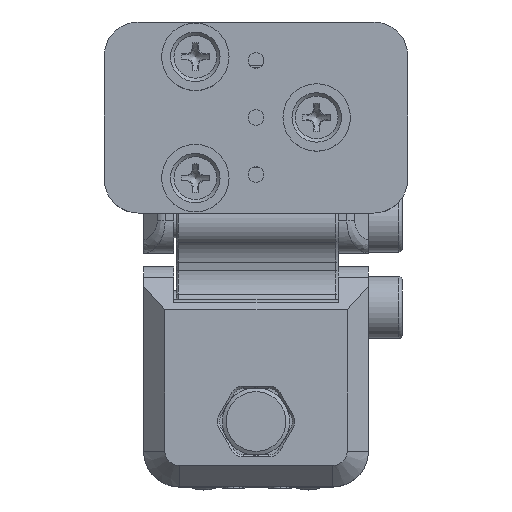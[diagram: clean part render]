
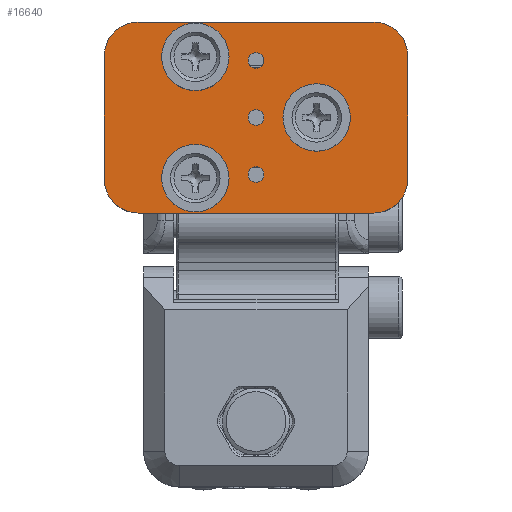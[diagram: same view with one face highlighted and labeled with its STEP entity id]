
A CAD part, top view. The second image highlights one B-rep face of the part: STEP entity #16640.
In plain terms, the highlighted planar face has unit normal (0, 0, 1).
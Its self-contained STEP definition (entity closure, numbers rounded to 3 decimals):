
#1639=PLANE('',#18241);
#2037=CIRCLE('',#18242,1.2);
#2038=CIRCLE('',#18243,1.2);
#2039=CIRCLE('',#18244,1.2);
#2040=CIRCLE('',#18245,0.7);
#2041=CIRCLE('',#18246,0.7);
#2042=CIRCLE('',#18247,0.7);
#2043=CIRCLE('',#18248,3.);
#2044=CIRCLE('',#18249,3.);
#2045=CIRCLE('',#18250,3.);
#2046=CIRCLE('',#18251,3.);
#4299=ORIENTED_EDGE('',*,*,#8271,.T.);
#4300=ORIENTED_EDGE('',*,*,#8272,.T.);
#4301=ORIENTED_EDGE('',*,*,#8273,.T.);
#4302=ORIENTED_EDGE('',*,*,#8274,.T.);
#4303=ORIENTED_EDGE('',*,*,#8275,.T.);
#4304=ORIENTED_EDGE('',*,*,#8276,.T.);
#4305=ORIENTED_EDGE('',*,*,#8277,.F.);
#4306=ORIENTED_EDGE('',*,*,#8278,.F.);
#4307=ORIENTED_EDGE('',*,*,#8279,.F.);
#4308=ORIENTED_EDGE('',*,*,#8280,.F.);
#4309=ORIENTED_EDGE('',*,*,#8281,.F.);
#4310=ORIENTED_EDGE('',*,*,#8282,.F.);
#4311=ORIENTED_EDGE('',*,*,#8283,.F.);
#4312=ORIENTED_EDGE('',*,*,#8284,.F.);
#8271=EDGE_CURVE('',#10389,#10389,#2037,.T.);
#8272=EDGE_CURVE('',#10390,#10390,#2038,.T.);
#8273=EDGE_CURVE('',#10391,#10391,#2039,.T.);
#8274=EDGE_CURVE('',#10392,#10392,#2040,.T.);
#8275=EDGE_CURVE('',#10393,#10393,#2041,.T.);
#8276=EDGE_CURVE('',#10394,#10394,#2042,.T.);
#8277=EDGE_CURVE('',#10395,#10396,#2043,.T.);
#8278=EDGE_CURVE('',#10397,#10395,#11615,.T.);
#8279=EDGE_CURVE('',#10398,#10397,#2044,.T.);
#8280=EDGE_CURVE('',#10399,#10398,#11616,.T.);
#8281=EDGE_CURVE('',#10400,#10399,#2045,.T.);
#8282=EDGE_CURVE('',#10401,#10400,#11617,.T.);
#8283=EDGE_CURVE('',#10402,#10401,#2046,.T.);
#8284=EDGE_CURVE('',#10396,#10402,#11618,.T.);
#10389=VERTEX_POINT('',#27104);
#10390=VERTEX_POINT('',#27106);
#10391=VERTEX_POINT('',#27108);
#10392=VERTEX_POINT('',#27110);
#10393=VERTEX_POINT('',#27112);
#10394=VERTEX_POINT('',#27114);
#10395=VERTEX_POINT('',#27116);
#10396=VERTEX_POINT('',#27117);
#10397=VERTEX_POINT('',#27119);
#10398=VERTEX_POINT('',#27121);
#10399=VERTEX_POINT('',#27123);
#10400=VERTEX_POINT('',#27125);
#10401=VERTEX_POINT('',#27127);
#10402=VERTEX_POINT('',#27129);
#11615=LINE('',#27118,#12753);
#11616=LINE('',#27122,#12754);
#11617=LINE('',#27126,#12755);
#11618=LINE('',#27130,#12756);
#12753=VECTOR('',#20726,1000.);
#12754=VECTOR('',#20729,1000.);
#12755=VECTOR('',#20732,1000.);
#12756=VECTOR('',#20735,1000.);
#13882=EDGE_LOOP('',(#4299));
#13883=EDGE_LOOP('',(#4300));
#13884=EDGE_LOOP('',(#4301));
#13885=EDGE_LOOP('',(#4302));
#13886=EDGE_LOOP('',(#4303));
#13887=EDGE_LOOP('',(#4304));
#13888=EDGE_LOOP('',(#4305,#4306,#4307,#4308,#4309,#4310,#4311,#4312));
#15264=FACE_BOUND('',#13882,.T.);
#15265=FACE_BOUND('',#13883,.T.);
#15266=FACE_BOUND('',#13884,.T.);
#15267=FACE_BOUND('',#13885,.T.);
#15268=FACE_BOUND('',#13886,.T.);
#15269=FACE_BOUND('',#13887,.T.);
#15270=FACE_BOUND('',#13888,.T.);
#16640=ADVANCED_FACE('',(#15264,#15265,#15266,#15267,#15268,#15269,#15270),
#1639,.T.);
#18241=AXIS2_PLACEMENT_3D('',#27102,#20710,#20711);
#18242=AXIS2_PLACEMENT_3D('',#27103,#20712,#20713);
#18243=AXIS2_PLACEMENT_3D('',#27105,#20714,#20715);
#18244=AXIS2_PLACEMENT_3D('',#27107,#20716,#20717);
#18245=AXIS2_PLACEMENT_3D('',#27109,#20718,#20719);
#18246=AXIS2_PLACEMENT_3D('',#27111,#20720,#20721);
#18247=AXIS2_PLACEMENT_3D('',#27113,#20722,#20723);
#18248=AXIS2_PLACEMENT_3D('',#27115,#20724,#20725);
#18249=AXIS2_PLACEMENT_3D('',#27120,#20727,#20728);
#18250=AXIS2_PLACEMENT_3D('',#27124,#20730,#20731);
#18251=AXIS2_PLACEMENT_3D('',#27128,#20733,#20734);
#20710=DIRECTION('',(0.,0.,1.));
#20711=DIRECTION('',(1.,0.,0.));
#20712=DIRECTION('',(0.,0.,-1.));
#20713=DIRECTION('',(1.,0.,0.));
#20714=DIRECTION('',(0.,0.,-1.));
#20715=DIRECTION('',(1.,0.,0.));
#20716=DIRECTION('',(0.,0.,-1.));
#20717=DIRECTION('',(1.,0.,0.));
#20718=DIRECTION('',(0.,0.,-1.));
#20719=DIRECTION('',(1.,0.,0.));
#20720=DIRECTION('',(0.,0.,-1.));
#20721=DIRECTION('',(1.,0.,0.));
#20722=DIRECTION('',(0.,0.,-1.));
#20723=DIRECTION('',(1.,0.,0.));
#20724=DIRECTION('',(0.,0.,-1.));
#20725=DIRECTION('',(0.707,0.707,0.));
#20726=DIRECTION('',(1.,0.,0.));
#20727=DIRECTION('',(0.,0.,-1.));
#20728=DIRECTION('',(-0.707,0.707,0.));
#20729=DIRECTION('',(0.,1.,0.));
#20730=DIRECTION('',(0.,0.,-1.));
#20731=DIRECTION('',(-0.707,-0.707,0.));
#20732=DIRECTION('',(-1.,0.,0.));
#20733=DIRECTION('',(0.,0.,-1.));
#20734=DIRECTION('',(0.707,-0.707,0.));
#20735=DIRECTION('',(0.,-1.,0.));
#27102=CARTESIAN_POINT('',(13.5,-8.5,0.));
#27103=CARTESIAN_POINT('',(8.1,-13.9,0.));
#27104=CARTESIAN_POINT('',(9.3,-13.9,0.));
#27105=CARTESIAN_POINT('',(18.9,-8.5,0.));
#27106=CARTESIAN_POINT('',(20.1,-8.5,0.));
#27107=CARTESIAN_POINT('',(8.1,-3.1,0.));
#27108=CARTESIAN_POINT('',(9.3,-3.1,0.));
#27109=CARTESIAN_POINT('',(13.5,-13.58,0.));
#27110=CARTESIAN_POINT('',(14.2,-13.58,0.));
#27111=CARTESIAN_POINT('',(13.5,-3.42,0.));
#27112=CARTESIAN_POINT('',(14.2,-3.42,0.));
#27113=CARTESIAN_POINT('',(13.5,-8.5,0.));
#27114=CARTESIAN_POINT('',(14.2,-8.5,0.));
#27115=CARTESIAN_POINT('',(24.,-3.,0.));
#27116=CARTESIAN_POINT('',(24.,0.,0.));
#27117=CARTESIAN_POINT('',(27.,-3.,0.));
#27118=CARTESIAN_POINT('',(0.,0.,0.));
#27119=CARTESIAN_POINT('',(3.,0.,0.));
#27120=CARTESIAN_POINT('',(3.,-3.,0.));
#27121=CARTESIAN_POINT('',(0.,-3.,0.));
#27122=CARTESIAN_POINT('',(0.,-17.,0.));
#27123=CARTESIAN_POINT('',(0.,-14.,0.));
#27124=CARTESIAN_POINT('',(3.,-14.,0.));
#27125=CARTESIAN_POINT('',(3.,-17.,0.));
#27126=CARTESIAN_POINT('',(27.,-17.,0.));
#27127=CARTESIAN_POINT('',(24.,-17.,0.));
#27128=CARTESIAN_POINT('',(24.,-14.,0.));
#27129=CARTESIAN_POINT('',(27.,-14.,0.));
#27130=CARTESIAN_POINT('',(27.,0.,0.));
